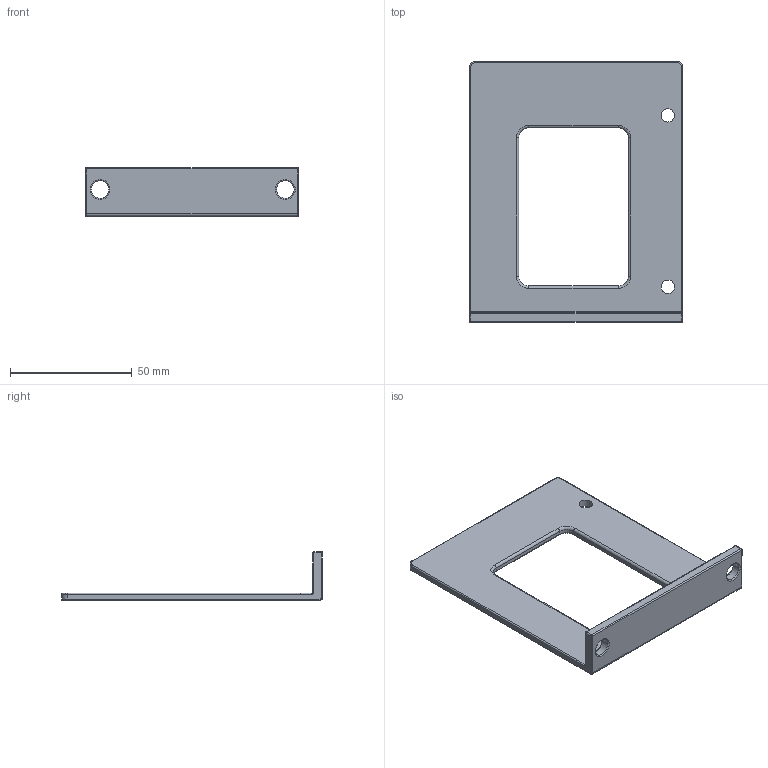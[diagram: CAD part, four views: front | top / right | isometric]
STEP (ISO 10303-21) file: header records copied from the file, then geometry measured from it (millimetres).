
FILE_DESCRIPTION(/* description */ (''),/* implementation_level */ '2;1');
FILE_NAME(/* name */ 'left bracket small.step',/* time_stamp */ '2021-06-12T14:26:35+02:00',/* author */ (''),/* organization */ (''),/* preprocessor_version */ 'ST-DEVELOPER v18.1',/* originating_system */ 'Autodesk Translation Framework v10.9.0.1377',/* authorisation */ '');
FILE_SCHEMA (('AP203_CONFIGURATION_CONTROLLED_3D_DESIGN_OF_MECHANICAL_PARTS_AND_ASSEMBLIES_MIM_LF { 1 0 10303 203 3 1 4 }','AUTOMOTIVE_DESIGN { 1 0 10303 214 3 1 1 }'));
Length unit declared in the file: millimetre
Products named in the file (1): left bracket small
Bounding box: 87.6 x 107.32 x 20 mm (x, y, z)
Volume: 24826 mm3; surface area: 17532 mm2
Topology: 1 solids, 1 shells, 72 faces, 166 edges, 96 vertices
Faces by surface type: cylinder 36, torus 18, plane 12, sphere 4, bspline 2
Full cylindrical faces by diameter (mm): 5.5 x2, 7.2 x2
Entity records: 2104 total; most frequent: DIRECTION 406, CARTESIAN_POINT 351, ORIENTED_EDGE 332, AXIS2_PLACEMENT_3D 169, EDGE_CURVE 166, CIRCLE 98, VERTEX_POINT 96, EDGE_LOOP 82
